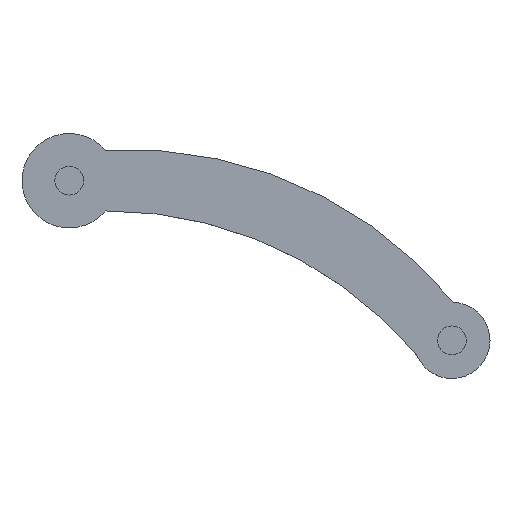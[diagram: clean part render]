
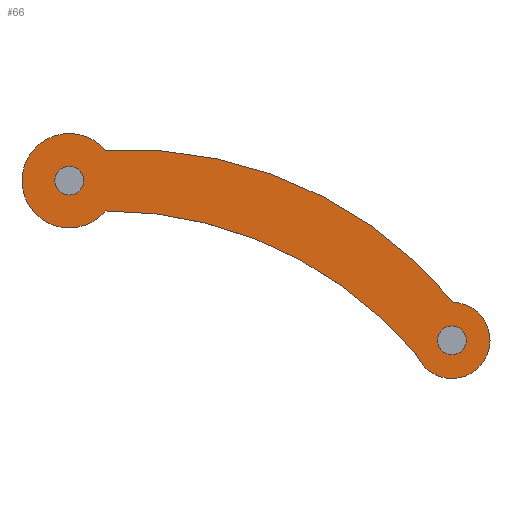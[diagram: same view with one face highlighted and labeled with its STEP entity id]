
A CAD part, top view. The second image highlights one B-rep face of the part: STEP entity #66.
In plain terms, the highlighted planar face has unit normal (0, 0, 1).
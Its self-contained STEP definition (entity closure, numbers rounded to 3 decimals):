
#4 = FACE_BOUND ( 'NONE', #404, .T. ) ;
#8 = DIRECTION ( 'NONE',  ( 1., 0., 0. ) ) ;
#15 = DIRECTION ( 'NONE',  ( 1., 0., 0. ) ) ;
#19 = CARTESIAN_POINT ( 'NONE',  ( -53.795, 24.357, 10. ) ) ;
#25 = DIRECTION ( 'NONE',  ( 1., 0., 0. ) ) ;
#27 = DIRECTION ( 'NONE',  ( 1., 0., 0. ) ) ;
#34 = EDGE_LOOP ( 'NONE', ( #377, #90 ) ) ;
#39 = ORIENTED_EDGE ( 'NONE', *, *, #399, .T. ) ;
#40 = AXIS2_PLACEMENT_3D ( 'NONE', #80, #149, #182 ) ;
#42 = CARTESIAN_POINT ( 'NONE',  ( -60.795, 24.357, 10. ) ) ;
#46 = ORIENTED_EDGE ( 'NONE', *, *, #325, .T. ) ;
#49 = DIRECTION ( 'NONE',  ( 0., 0., 1. ) ) ;
#54 = EDGE_CURVE ( 'NONE', #78, #259, #327, .T. ) ;
#55 = CARTESIAN_POINT ( 'NONE',  ( -43.09, 39.063, 10. ) ) ;
#66 = ADVANCED_FACE ( 'NONE', ( #346, #4, #354 ), #176, .T. ) ;
#72 = DIRECTION ( 'NONE',  ( 0., 0., -1. ) ) ;
#73 = AXIS2_PLACEMENT_3D ( 'NONE', #203, #244, #168 ) ;
#74 = VERTEX_POINT ( 'NONE', #348 ) ;
#76 = CARTESIAN_POINT ( 'NONE',  ( 118.668, -53.445, 10. ) ) ;
#78 = VERTEX_POINT ( 'NONE', #281 ) ;
#80 = CARTESIAN_POINT ( 'NONE',  ( -60.795, 24.357, 10. ) ) ;
#90 = ORIENTED_EDGE ( 'NONE', *, *, #198, .F. ) ;
#91 = CARTESIAN_POINT ( 'NONE',  ( 125.668, -53.445, 10. ) ) ;
#115 = DIRECTION ( 'NONE',  ( 1., 0., 0. ) ) ;
#121 = CARTESIAN_POINT ( 'NONE',  ( 132.668, -53.445, 10. ) ) ;
#127 = VERTEX_POINT ( 'NONE', #310 ) ;
#133 = ORIENTED_EDGE ( 'NONE', *, *, #183, .T. ) ;
#134 = AXIS2_PLACEMENT_3D ( 'NONE', #312, #72, #8 ) ;
#136 = DIRECTION ( 'NONE',  ( 1., 0., 0. ) ) ;
#140 = EDGE_CURVE ( 'NONE', #414, #200, #407, .T. ) ;
#149 = DIRECTION ( 'NONE',  ( 0., 0., 1. ) ) ;
#151 = AXIS2_PLACEMENT_3D ( 'NONE', #42, #276, #136 ) ;
#161 = AXIS2_PLACEMENT_3D ( 'NONE', #91, #334, #25 ) ;
#167 = CIRCLE ( 'NONE', #420, 7. ) ;
#168 = DIRECTION ( 'NONE',  ( -1., 0., 0. ) ) ;
#169 = AXIS2_PLACEMENT_3D ( 'NONE', #224, #49, #115 ) ;
#176 = PLANE ( 'NONE',  #180 ) ;
#177 = CARTESIAN_POINT ( 'NONE',  ( -51.523, -81.459, 10. ) ) ;
#180 = AXIS2_PLACEMENT_3D ( 'NONE', #177, #240, #318 ) ;
#182 = DIRECTION ( 'NONE',  ( 1., 0., 0. ) ) ;
#183 = EDGE_CURVE ( 'NONE', #74, #127, #254, .T. ) ;
#187 = CIRCLE ( 'NONE', #161, 18.584 ) ;
#189 = VERTEX_POINT ( 'NONE', #76 ) ;
#194 = ORIENTED_EDGE ( 'NONE', *, *, #54, .T. ) ;
#198 = EDGE_CURVE ( 'NONE', #340, #189, #167, .T. ) ;
#200 = VERTEX_POINT ( 'NONE', #19 ) ;
#201 = EDGE_CURVE ( 'NONE', #200, #414, #227, .T. ) ;
#203 = CARTESIAN_POINT ( 'NONE',  ( -30.882, -164.3, 10. ) ) ;
#210 = ORIENTED_EDGE ( 'NONE', *, *, #140, .F. ) ;
#221 = DIRECTION ( 'NONE',  ( 0., 0., 1. ) ) ;
#223 = EDGE_CURVE ( 'NONE', #268, #74, #243, .T. ) ;
#224 = CARTESIAN_POINT ( 'NONE',  ( 125.668, -53.445, 10. ) ) ;
#227 = CIRCLE ( 'NONE', #40, 7. ) ;
#231 = ORIENTED_EDGE ( 'NONE', *, *, #223, .T. ) ;
#232 = DIRECTION ( 'NONE',  ( 0., 0., 1. ) ) ;
#240 = DIRECTION ( 'NONE',  ( 0., 0., 1. ) ) ;
#243 = CIRCLE ( 'NONE', #298, 23.016 ) ;
#244 = DIRECTION ( 'NONE',  ( 0., 0., 1. ) ) ;
#249 = CARTESIAN_POINT ( 'NONE',  ( -83.811, 24.357, 10. ) ) ;
#251 = CARTESIAN_POINT ( 'NONE',  ( -60.795, 24.357, 10. ) ) ;
#254 = CIRCLE ( 'NONE', #134, 196.926 ) ;
#256 = DIRECTION ( 'NONE',  ( 1., 0., 0. ) ) ;
#257 = CARTESIAN_POINT ( 'NONE',  ( -60.795, 24.357, 10. ) ) ;
#259 = VERTEX_POINT ( 'NONE', #55 ) ;
#268 = VERTEX_POINT ( 'NONE', #249 ) ;
#271 = CIRCLE ( 'NONE', #169, 7. ) ;
#276 = DIRECTION ( 'NONE',  ( 0., 0., 1. ) ) ;
#280 = EDGE_CURVE ( 'NONE', #189, #340, #271, .T. ) ;
#281 = CARTESIAN_POINT ( 'NONE',  ( 126.456, -34.877, 10. ) ) ;
#298 = AXIS2_PLACEMENT_3D ( 'NONE', #251, #221, #256 ) ;
#310 = CARTESIAN_POINT ( 'NONE',  ( 108.507, -60.576, 10. ) ) ;
#312 = CARTESIAN_POINT ( 'NONE',  ( -42.25, -187.274, 10. ) ) ;
#318 = DIRECTION ( 'NONE',  ( 1., 0., 0. ) ) ;
#325 = EDGE_CURVE ( 'NONE', #259, #268, #328, .T. ) ;
#327 = CIRCLE ( 'NONE', #73, 203.729 ) ;
#328 = CIRCLE ( 'NONE', #393, 23.016 ) ;
#334 = DIRECTION ( 'NONE',  ( 0., 0., 1. ) ) ;
#340 = VERTEX_POINT ( 'NONE', #121 ) ;
#346 = FACE_BOUND ( 'NONE', #34, .T. ) ;
#348 = CARTESIAN_POINT ( 'NONE',  ( -43.09, 9.651, 10. ) ) ;
#354 = FACE_OUTER_BOUND ( 'NONE', #409, .T. ) ;
#359 = DIRECTION ( 'NONE',  ( 0., 0., 1. ) ) ;
#377 = ORIENTED_EDGE ( 'NONE', *, *, #280, .F. ) ;
#382 = ORIENTED_EDGE ( 'NONE', *, *, #201, .F. ) ;
#393 = AXIS2_PLACEMENT_3D ( 'NONE', #257, #232, #27 ) ;
#399 = EDGE_CURVE ( 'NONE', #127, #78, #187, .T. ) ;
#403 = CARTESIAN_POINT ( 'NONE',  ( -67.795, 24.357, 10. ) ) ;
#404 = EDGE_LOOP ( 'NONE', ( #210, #382 ) ) ;
#407 = CIRCLE ( 'NONE', #151, 7. ) ;
#409 = EDGE_LOOP ( 'NONE', ( #46, #231, #133, #39, #194 ) ) ;
#414 = VERTEX_POINT ( 'NONE', #403 ) ;
#420 = AXIS2_PLACEMENT_3D ( 'NONE', #423, #359, #15 ) ;
#423 = CARTESIAN_POINT ( 'NONE',  ( 125.668, -53.445, 10. ) ) ;
